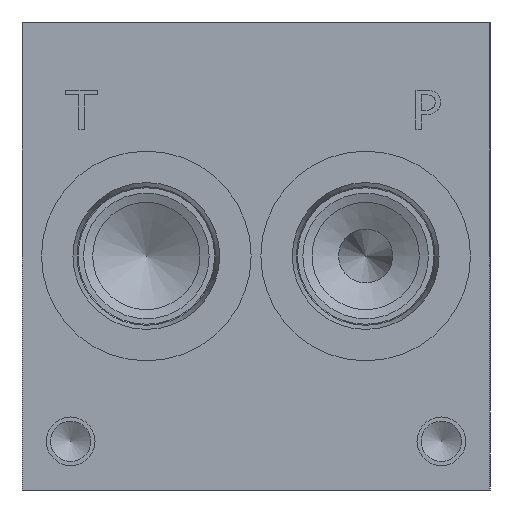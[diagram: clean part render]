
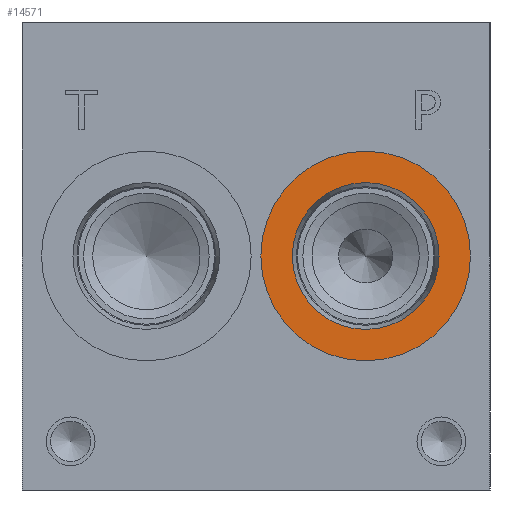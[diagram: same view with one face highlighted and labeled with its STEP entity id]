
A CAD part, left-side view. The second image highlights one B-rep face of the part: STEP entity #14571.
In plain terms, the highlighted planar face has unit normal (-1, 0, 0).
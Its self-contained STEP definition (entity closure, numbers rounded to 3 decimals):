
#561=CIRCLE('',#15515,17.069);
#562=CIRCLE('',#15516,17.069);
#563=CIRCLE('',#15517,11.951);
#680=FACE_BOUND('',#2884,.T.);
#2027=FACE_OUTER_BOUND('',#2883,.T.);
#2883=EDGE_LOOP('',(#12780,#12781));
#2884=EDGE_LOOP('',(#12782));
#6828=VERTEX_POINT('',#25338);
#6829=VERTEX_POINT('',#25339);
#6830=VERTEX_POINT('',#25342);
#8845=EDGE_CURVE('',#6828,#6829,#561,.T.);
#8846=EDGE_CURVE('',#6829,#6828,#562,.T.);
#8847=EDGE_CURVE('',#6830,#6830,#563,.T.);
#12780=ORIENTED_EDGE('',*,*,#8845,.T.);
#12781=ORIENTED_EDGE('',*,*,#8846,.T.);
#12782=ORIENTED_EDGE('',*,*,#8847,.F.);
#13310=PLANE('',#15514);
#14571=ADVANCED_FACE('',(#2027,#680),#13310,.T.);
#15514=AXIS2_PLACEMENT_3D('',#25337,#18620,#18621);
#15515=AXIS2_PLACEMENT_3D('',#25340,#18622,#18623);
#15516=AXIS2_PLACEMENT_3D('',#25341,#18624,#18625);
#15517=AXIS2_PLACEMENT_3D('',#25343,#18626,#18627);
#18620=DIRECTION('center_axis',(-1.,0.,0.));
#18621=DIRECTION('ref_axis',(0.,1.,0.));
#18622=DIRECTION('center_axis',(-1.,0.,0.));
#18623=DIRECTION('ref_axis',(0.,1.,0.));
#18624=DIRECTION('center_axis',(-1.,0.,0.));
#18625=DIRECTION('ref_axis',(0.,1.,0.));
#18626=DIRECTION('center_axis',(-1.,0.,0.));
#18627=DIRECTION('ref_axis',(0.,1.,0.));
#25337=CARTESIAN_POINT('Origin',(0.787,20.244,38.1));
#25338=CARTESIAN_POINT('',(0.787,37.313,38.1));
#25339=CARTESIAN_POINT('',(0.787,3.175,38.1));
#25340=CARTESIAN_POINT('Origin',(0.787,20.244,38.1));
#25341=CARTESIAN_POINT('Origin',(0.787,20.244,38.1));
#25342=CARTESIAN_POINT('',(0.787,8.293,38.1));
#25343=CARTESIAN_POINT('Origin',(0.787,20.244,38.1));
